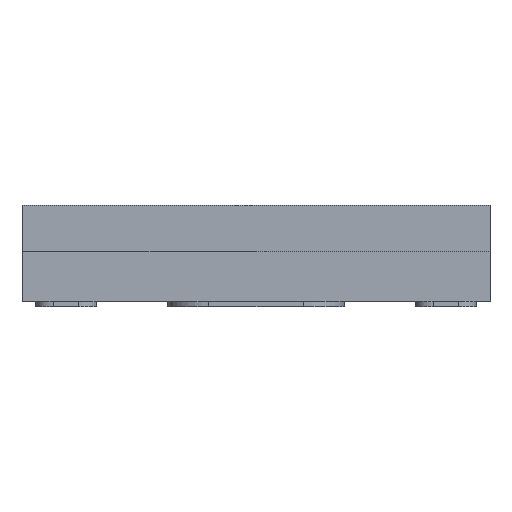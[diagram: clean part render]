
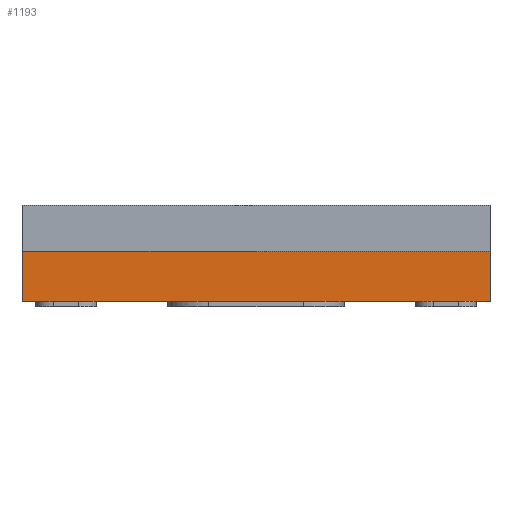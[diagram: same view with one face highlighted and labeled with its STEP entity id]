
A CAD part, front view. The second image highlights one B-rep face of the part: STEP entity #1193.
In plain terms, the highlighted planar face has unit normal (0, -1, 0).
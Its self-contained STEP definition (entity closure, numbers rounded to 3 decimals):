
#43 = VECTOR ( 'NONE', #1790, 1000. ) ;
#169 = VECTOR ( 'NONE', #491, 1000. ) ;
#177 = EDGE_CURVE ( 'NONE', #291, #1929, #2507, .T. ) ;
#180 = PLANE ( 'NONE',  #1784 ) ;
#209 = DIRECTION ( 'NONE',  ( 0., 0., 1. ) ) ;
#291 = VERTEX_POINT ( 'NONE', #1911 ) ;
#402 = VECTOR ( 'NONE', #209, 1000. ) ;
#458 = CARTESIAN_POINT ( 'NONE',  ( 1.725, -1.725, -0.71 ) ) ;
#459 = ORIENTED_EDGE ( 'NONE', *, *, #2323, .F. ) ;
#491 = DIRECTION ( 'NONE',  ( -1., 0., 0. ) ) ;
#515 = EDGE_LOOP ( 'NONE', ( #2632, #459, #1042, #2402 ) ) ;
#544 = VECTOR ( 'NONE', #2587, 1000. ) ;
#629 = CARTESIAN_POINT ( 'NONE',  ( 1.725, -1.725, -0.71 ) ) ;
#976 = CARTESIAN_POINT ( 'NONE',  ( 1.725, -1.725, -0.34 ) ) ;
#1042 = ORIENTED_EDGE ( 'NONE', *, *, #177, .F. ) ;
#1075 = LINE ( 'NONE', #458, #43 ) ;
#1111 = CARTESIAN_POINT ( 'NONE',  ( -1.725, -1.725, -0.71 ) ) ;
#1193 = ADVANCED_FACE ( 'NONE', ( #1413 ), #180, .F. ) ;
#1271 = CARTESIAN_POINT ( 'NONE',  ( 1.725, -1.725, -0.34 ) ) ;
#1413 = FACE_OUTER_BOUND ( 'NONE', #515, .T. ) ;
#1604 = LINE ( 'NONE', #1111, #402 ) ;
#1784 = AXIS2_PLACEMENT_3D ( 'NONE', #629, #2697, #2913 ) ;
#1790 = DIRECTION ( 'NONE',  ( 0., 0., 1. ) ) ;
#1858 = VERTEX_POINT ( 'NONE', #1271 ) ;
#1911 = CARTESIAN_POINT ( 'NONE',  ( 1.725, -1.725, -0.71 ) ) ;
#1929 = VERTEX_POINT ( 'NONE', #2287 ) ;
#1980 = EDGE_CURVE ( 'NONE', #291, #1858, #1075, .T. ) ;
#2052 = CARTESIAN_POINT ( 'NONE',  ( 1.725, -1.725, -0.71 ) ) ;
#2142 = LINE ( 'NONE', #976, #544 ) ;
#2287 = CARTESIAN_POINT ( 'NONE',  ( -1.725, -1.725, -0.71 ) ) ;
#2323 = EDGE_CURVE ( 'NONE', #1929, #2488, #1604, .T. ) ;
#2402 = ORIENTED_EDGE ( 'NONE', *, *, #1980, .T. ) ;
#2488 = VERTEX_POINT ( 'NONE', #2760 ) ;
#2507 = LINE ( 'NONE', #2052, #169 ) ;
#2587 = DIRECTION ( 'NONE',  ( -1., 0., 0. ) ) ;
#2632 = ORIENTED_EDGE ( 'NONE', *, *, #2883, .T. ) ;
#2697 = DIRECTION ( 'NONE',  ( 0., 1., 0. ) ) ;
#2760 = CARTESIAN_POINT ( 'NONE',  ( -1.725, -1.725, -0.34 ) ) ;
#2883 = EDGE_CURVE ( 'NONE', #1858, #2488, #2142, .T. ) ;
#2913 = DIRECTION ( 'NONE',  ( -1., 0., 0. ) ) ;
